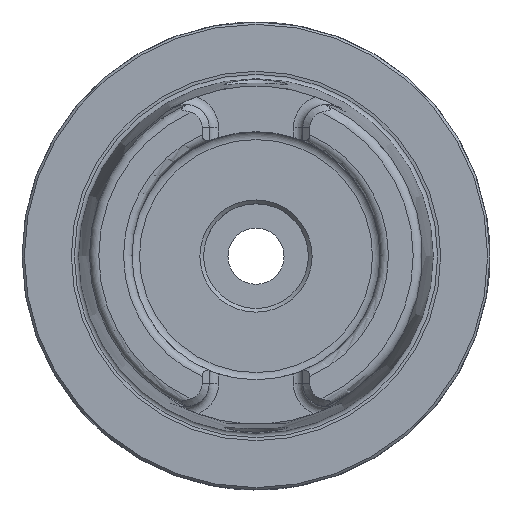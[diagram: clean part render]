
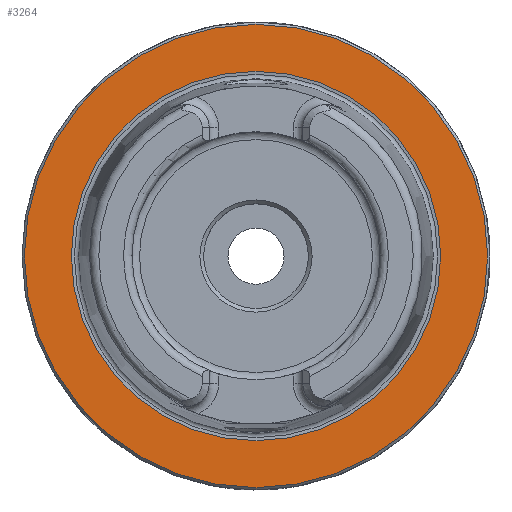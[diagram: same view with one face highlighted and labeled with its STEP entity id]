
A CAD part, top view. The second image highlights one B-rep face of the part: STEP entity #3264.
In plain terms, the highlighted planar face has unit normal (0, 0, 1).
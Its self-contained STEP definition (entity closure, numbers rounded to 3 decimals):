
#272=PLANE('',#3473);
#630=ORIENTED_EDGE('',*,*,#1097,.T.);
#631=ORIENTED_EDGE('',*,*,#1099,.F.);
#1097=EDGE_CURVE('',#1354,#1354,#1529,.T.);
#1099=EDGE_CURVE('',#1356,#1356,#1531,.T.);
#1354=VERTEX_POINT('',#4752);
#1356=VERTEX_POINT('',#4758);
#1529=CIRCLE('',#3470,49.5);
#1531=CIRCLE('',#3474,39.461);
#1689=EDGE_LOOP('',(#630));
#1690=EDGE_LOOP('',(#631));
#1923=FACE_BOUND('',#1689,.T.);
#1924=FACE_BOUND('',#1690,.T.);
#3264=ADVANCED_FACE('',(#1923,#1924),#272,.T.);
#3470=AXIS2_PLACEMENT_3D('',#4751,#3915,#3916);
#3473=AXIS2_PLACEMENT_3D('',#4756,#3921,#3922);
#3474=AXIS2_PLACEMENT_3D('',#4757,#3923,#3924);
#3915=DIRECTION('',(0.,0.,1.));
#3916=DIRECTION('',(1.,0.,0.));
#3921=DIRECTION('',(0.,0.,1.));
#3922=DIRECTION('',(1.,0.,0.));
#3923=DIRECTION('',(0.,0.,1.));
#3924=DIRECTION('',(1.,0.,0.));
#4751=CARTESIAN_POINT('',(0.,0.,0.));
#4752=CARTESIAN_POINT('',(49.5,0.,0.));
#4756=CARTESIAN_POINT('',(49.5,0.,0.));
#4757=CARTESIAN_POINT('',(0.,0.,0.));
#4758=CARTESIAN_POINT('',(39.461,0.,0.));
